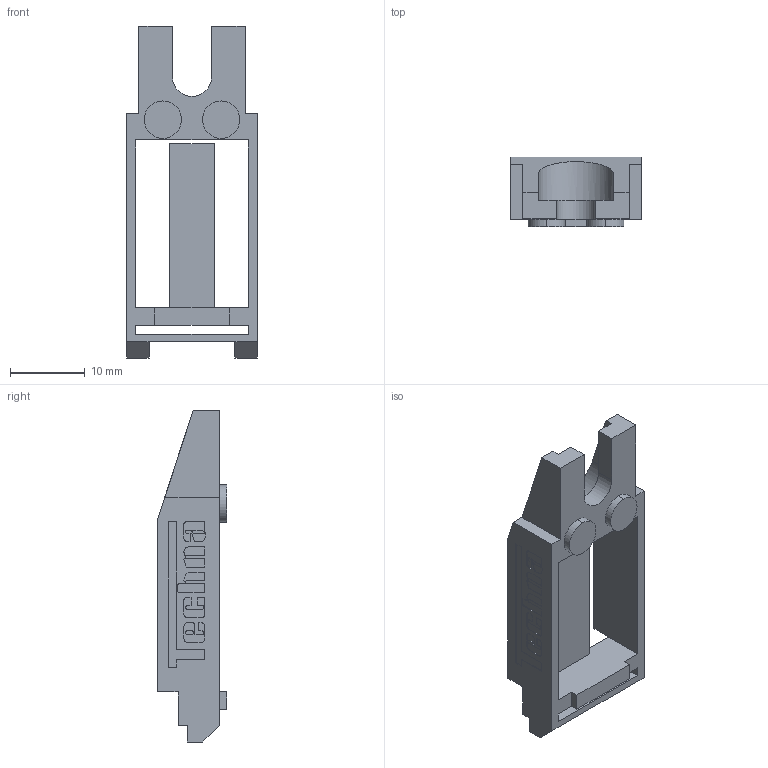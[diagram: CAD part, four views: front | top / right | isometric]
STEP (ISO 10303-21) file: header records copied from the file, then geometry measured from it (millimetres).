
FILE_DESCRIPTION (( 'STEP AP214' ), '1' );
FILE_NAME ('JtecPanelClip-W.STEP', '2020-05-27T12:29:27', ( '' ), ( '' ), 'SwSTEP 2.0', 'SolidWorks 2020', '' );
FILE_SCHEMA (( 'AUTOMOTIVE_DESIGN' ));
Length unit declared in the file: millimetre
Products named in the file (1): JtecPanelClip-W
Bounding box: 17.5 x 9.31 x 44.43 mm (x, y, z)
Volume: 1932.1 mm3; surface area: 2727.5 mm2
Topology: 1 solids, 1 shells, 309 faces, 869 edges, 578 vertices
Faces by surface type: plane 187, cylinder 122
Entity records: 12786 total; most frequent: CARTESIAN_POINT 1760, ORIENTED_EDGE 1738, DIRECTION 1731, EDGE_CURVE 869, LINE 625, VECTOR 625, VERTEX_POINT 578, AXIS2_PLACEMENT_3D 553
